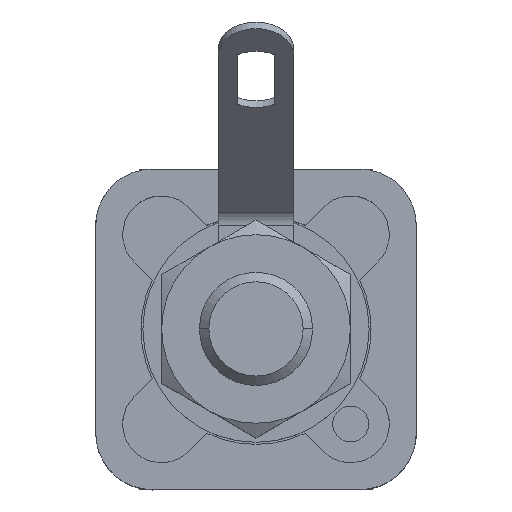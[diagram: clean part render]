
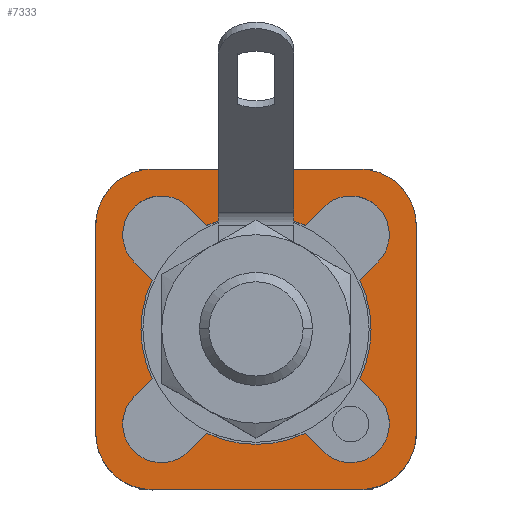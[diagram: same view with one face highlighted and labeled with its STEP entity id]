
A CAD part, top view. The second image highlights one B-rep face of the part: STEP entity #7333.
In plain terms, the highlighted planar face has unit normal (0, 0, 1).
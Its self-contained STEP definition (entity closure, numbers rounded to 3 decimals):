
#51=CARTESIAN_POINT('',(5.5,5.5,0.));
#52=DIRECTION('',(0.,0.,-1.));
#53=DIRECTION('',(0.,1.,0.));
#54=AXIS2_PLACEMENT_3D('',#51,#52,#53);
#56=CARTESIAN_POINT('',(5.5,-5.5,0.));
#57=DIRECTION('',(0.,0.,-1.));
#58=DIRECTION('',(1.,0.,0.));
#59=AXIS2_PLACEMENT_3D('',#56,#57,#58);
#61=CARTESIAN_POINT('',(-5.5,-5.5,0.));
#62=DIRECTION('',(0.,0.,-1.));
#63=DIRECTION('',(0.,-1.,0.));
#64=AXIS2_PLACEMENT_3D('',#61,#62,#63);
#66=CARTESIAN_POINT('',(-5.5,5.5,0.));
#67=DIRECTION('',(0.,0.,-1.));
#68=DIRECTION('',(-1.,0.,0.));
#69=AXIS2_PLACEMENT_3D('',#66,#67,#68);
#71=CARTESIAN_POINT('',(0.,0.,0.));
#72=DIRECTION('',(0.,0.,1.));
#73=DIRECTION('',(0.428,0.904,0.));
#74=AXIS2_PLACEMENT_3D('',#71,#72,#73);
#76=DIRECTION('',(-0.707,0.707,0.));
#77=VECTOR('',#76,1.355);
#78=CARTESIAN_POINT('',(-2.613,5.512,0.));
#79=LINE('',#78,#77);
#80=CARTESIAN_POINT('',(-5.02,5.02,0.));
#81=DIRECTION('',(0.,0.,1.));
#82=DIRECTION('',(0.707,0.707,0.));
#83=AXIS2_PLACEMENT_3D('',#80,#81,#82);
#85=CARTESIAN_POINT('',(-5.02,5.02,0.));
#86=DIRECTION('',(0.,0.,1.));
#87=DIRECTION('',(-1.,0.,0.));
#88=AXIS2_PLACEMENT_3D('',#85,#86,#87);
#90=DIRECTION('',(0.707,-0.707,0.));
#91=VECTOR('',#90,1.355);
#92=CARTESIAN_POINT('',(-6.47,3.571,0.));
#93=LINE('',#92,#91);
#94=CARTESIAN_POINT('',(0.,0.,0.));
#95=DIRECTION('',(0.,0.,1.));
#96=DIRECTION('',(-0.904,0.428,0.));
#97=AXIS2_PLACEMENT_3D('',#94,#95,#96);
#99=CARTESIAN_POINT('',(0.,0.,0.));
#100=DIRECTION('',(0.,0.,1.));
#101=DIRECTION('',(-1.,0.,0.));
#102=AXIS2_PLACEMENT_3D('',#99,#100,#101);
#104=DIRECTION('',(-0.707,-0.707,0.));
#105=VECTOR('',#104,1.355);
#106=CARTESIAN_POINT('',(-5.512,-2.613,0.));
#107=LINE('',#106,#105);
#108=CARTESIAN_POINT('',(-5.02,-5.02,0.));
#109=DIRECTION('',(0.,0.,1.));
#110=DIRECTION('',(-0.707,0.707,0.));
#111=AXIS2_PLACEMENT_3D('',#108,#109,#110);
#113=CARTESIAN_POINT('',(-5.02,-5.02,0.));
#114=DIRECTION('',(0.,0.,1.));
#115=DIRECTION('',(-1.,0.,0.));
#116=AXIS2_PLACEMENT_3D('',#113,#114,#115);
#118=DIRECTION('',(0.707,0.707,0.));
#119=VECTOR('',#118,1.355);
#120=CARTESIAN_POINT('',(-3.571,-6.47,0.));
#121=LINE('',#120,#119);
#122=CARTESIAN_POINT('',(0.,0.,0.));
#123=DIRECTION('',(0.,0.,1.));
#124=DIRECTION('',(-0.428,-0.904,0.));
#125=AXIS2_PLACEMENT_3D('',#122,#123,#124);
#127=DIRECTION('',(0.707,-0.707,0.));
#128=VECTOR('',#127,1.355);
#129=CARTESIAN_POINT('',(2.613,-5.512,0.));
#130=LINE('',#129,#128);
#131=CARTESIAN_POINT('',(5.02,-5.02,0.));
#132=DIRECTION('',(0.,0.,1.));
#133=DIRECTION('',(-0.707,-0.707,0.));
#134=AXIS2_PLACEMENT_3D('',#131,#132,#133);
#136=CARTESIAN_POINT('',(5.02,-5.02,0.));
#137=DIRECTION('',(0.,0.,1.));
#138=DIRECTION('',(1.,0.,0.));
#139=AXIS2_PLACEMENT_3D('',#136,#137,#138);
#141=DIRECTION('',(-0.707,0.707,0.));
#142=VECTOR('',#141,1.355);
#143=CARTESIAN_POINT('',(6.47,-3.571,0.));
#144=LINE('',#143,#142);
#145=CARTESIAN_POINT('',(0.,0.,0.));
#146=DIRECTION('',(0.,0.,1.));
#147=DIRECTION('',(0.904,-0.428,0.));
#148=AXIS2_PLACEMENT_3D('',#145,#146,#147);
#150=CARTESIAN_POINT('',(0.,0.,0.));
#151=DIRECTION('',(0.,0.,1.));
#152=DIRECTION('',(1.,0.,0.));
#153=AXIS2_PLACEMENT_3D('',#150,#151,#152);
#155=DIRECTION('',(0.707,0.707,0.));
#156=VECTOR('',#155,1.355);
#157=CARTESIAN_POINT('',(5.512,2.613,0.));
#158=LINE('',#157,#156);
#159=CARTESIAN_POINT('',(5.02,5.02,0.));
#160=DIRECTION('',(0.,0.,1.));
#161=DIRECTION('',(0.707,-0.707,0.));
#162=AXIS2_PLACEMENT_3D('',#159,#160,#161);
#164=CARTESIAN_POINT('',(5.02,5.02,0.));
#165=DIRECTION('',(0.,0.,1.));
#166=DIRECTION('',(1.,0.,0.));
#167=AXIS2_PLACEMENT_3D('',#164,#165,#166);
#169=DIRECTION('',(-0.707,-0.707,0.));
#170=VECTOR('',#169,1.355);
#171=CARTESIAN_POINT('',(3.571,6.47,0.));
#172=LINE('',#171,#170);
#173=DIRECTION('',(-1.,0.,0.));
#174=VECTOR('',#173,11.);
#175=CARTESIAN_POINT('',(5.5,8.5,0.));
#176=LINE('',#175,#174);
#207=DIRECTION('',(0.,-1.,0.));
#208=VECTOR('',#207,11.);
#209=CARTESIAN_POINT('',(-8.5,5.5,0.));
#210=LINE('',#209,#208);
#257=DIRECTION('',(1.,0.,0.));
#258=VECTOR('',#257,11.);
#259=CARTESIAN_POINT('',(-5.5,-8.5,0.));
#260=LINE('',#259,#258);
#261=DIRECTION('',(0.,1.,0.));
#262=VECTOR('',#261,11.);
#263=CARTESIAN_POINT('',(8.5,-5.5,0.));
#264=LINE('',#263,#262);
#5877=CARTESIAN_POINT('',(5.5,8.5,0.));
#5878=CARTESIAN_POINT('',(-5.5,8.5,0.));
#5879=VERTEX_POINT('',#5877);
#5880=VERTEX_POINT('',#5878);
#5881=CARTESIAN_POINT('',(8.5,5.5,0.));
#5882=VERTEX_POINT('',#5881);
#5883=CARTESIAN_POINT('',(8.5,-5.5,0.));
#5884=VERTEX_POINT('',#5883);
#5885=CARTESIAN_POINT('',(5.5,-8.5,0.));
#5886=VERTEX_POINT('',#5885);
#5887=CARTESIAN_POINT('',(-5.5,-8.5,0.));
#5888=VERTEX_POINT('',#5887);
#5889=CARTESIAN_POINT('',(-8.5,-5.5,0.));
#5890=VERTEX_POINT('',#5889);
#5891=CARTESIAN_POINT('',(-8.5,5.5,0.));
#5892=VERTEX_POINT('',#5891);
#5893=CARTESIAN_POINT('',(2.613,5.512,0.));
#5894=CARTESIAN_POINT('',(-2.613,5.512,0.));
#5895=VERTEX_POINT('',#5893);
#5896=VERTEX_POINT('',#5894);
#5897=CARTESIAN_POINT('',(-3.571,6.47,0.));
#5898=VERTEX_POINT('',#5897);
#5899=CARTESIAN_POINT('',(-7.07,5.02,0.));
#5900=VERTEX_POINT('',#5899);
#5901=CARTESIAN_POINT('',(-6.47,3.571,0.));
#5902=VERTEX_POINT('',#5901);
#5903=CARTESIAN_POINT('',(-5.512,2.613,0.));
#5904=VERTEX_POINT('',#5903);
#5905=CARTESIAN_POINT('',(-6.1,0.,0.));
#5906=VERTEX_POINT('',#5905);
#5907=CARTESIAN_POINT('',(-5.512,-2.613,0.));
#5908=VERTEX_POINT('',#5907);
#5909=CARTESIAN_POINT('',(-6.47,-3.571,0.));
#5910=VERTEX_POINT('',#5909);
#5911=CARTESIAN_POINT('',(-7.07,-5.02,0.));
#5912=VERTEX_POINT('',#5911);
#5913=CARTESIAN_POINT('',(-3.571,-6.47,0.));
#5914=VERTEX_POINT('',#5913);
#5915=CARTESIAN_POINT('',(-2.613,-5.512,0.));
#5916=VERTEX_POINT('',#5915);
#5917=CARTESIAN_POINT('',(2.613,-5.512,0.));
#5918=VERTEX_POINT('',#5917);
#5919=CARTESIAN_POINT('',(3.571,-6.47,0.));
#5920=VERTEX_POINT('',#5919);
#5921=CARTESIAN_POINT('',(7.07,-5.02,0.));
#5922=VERTEX_POINT('',#5921);
#5923=CARTESIAN_POINT('',(6.47,-3.571,0.));
#5924=VERTEX_POINT('',#5923);
#5925=CARTESIAN_POINT('',(5.512,-2.613,0.));
#5926=VERTEX_POINT('',#5925);
#5927=CARTESIAN_POINT('',(6.1,0.,0.));
#5928=VERTEX_POINT('',#5927);
#5929=CARTESIAN_POINT('',(5.512,2.613,0.));
#5930=VERTEX_POINT('',#5929);
#5931=CARTESIAN_POINT('',(6.47,3.571,0.));
#5932=VERTEX_POINT('',#5931);
#5933=CARTESIAN_POINT('',(7.07,5.02,0.));
#5934=VERTEX_POINT('',#5933);
#5935=CARTESIAN_POINT('',(3.571,6.47,0.));
#5936=VERTEX_POINT('',#5935);
#7264=CARTESIAN_POINT('',(0.,0.,0.));
#7265=DIRECTION('',(0.,0.,-1.));
#7266=DIRECTION('',(-1.,0.,0.));
#7267=AXIS2_PLACEMENT_3D('',#7264,#7265,#7266);
#7268=PLANE('',#7267);
#7270=ORIENTED_EDGE('',*,*,#7269,.F.);
#7272=ORIENTED_EDGE('',*,*,#7271,.T.);
#7274=ORIENTED_EDGE('',*,*,#7273,.F.);
#7276=ORIENTED_EDGE('',*,*,#7275,.T.);
#7278=ORIENTED_EDGE('',*,*,#7277,.F.);
#7280=ORIENTED_EDGE('',*,*,#7279,.T.);
#7282=ORIENTED_EDGE('',*,*,#7281,.F.);
#7284=ORIENTED_EDGE('',*,*,#7283,.T.);
#7285=EDGE_LOOP('',(#7270,#7272,#7274,#7276,#7278,#7280,#7282,#7284));
#7286=FACE_OUTER_BOUND('',#7285,.F.);
#7288=ORIENTED_EDGE('',*,*,#7287,.T.);
#7290=ORIENTED_EDGE('',*,*,#7289,.T.);
#7292=ORIENTED_EDGE('',*,*,#7291,.T.);
#7294=ORIENTED_EDGE('',*,*,#7293,.T.);
#7296=ORIENTED_EDGE('',*,*,#7295,.T.);
#7298=ORIENTED_EDGE('',*,*,#7297,.T.);
#7300=ORIENTED_EDGE('',*,*,#7299,.T.);
#7302=ORIENTED_EDGE('',*,*,#7301,.T.);
#7304=ORIENTED_EDGE('',*,*,#7303,.T.);
#7306=ORIENTED_EDGE('',*,*,#7305,.T.);
#7308=ORIENTED_EDGE('',*,*,#7307,.T.);
#7310=ORIENTED_EDGE('',*,*,#7309,.T.);
#7312=ORIENTED_EDGE('',*,*,#7311,.T.);
#7314=ORIENTED_EDGE('',*,*,#7313,.T.);
#7316=ORIENTED_EDGE('',*,*,#7315,.T.);
#7318=ORIENTED_EDGE('',*,*,#7317,.T.);
#7320=ORIENTED_EDGE('',*,*,#7319,.T.);
#7322=ORIENTED_EDGE('',*,*,#7321,.T.);
#7324=ORIENTED_EDGE('',*,*,#7323,.T.);
#7326=ORIENTED_EDGE('',*,*,#7325,.T.);
#7328=ORIENTED_EDGE('',*,*,#7327,.T.);
#7330=ORIENTED_EDGE('',*,*,#7329,.T.);
#7331=EDGE_LOOP('',(#7288,#7290,#7292,#7294,#7296,#7298,#7300,#7302,#7304,#7306,
#7308,#7310,#7312,#7314,#7316,#7318,#7320,#7322,#7324,#7326,#7328,#7330));
#7332=FACE_BOUND('',#7331,.F.);
#7333=ADVANCED_FACE('',(#7286,#7332),#7268,.F.);
#55=CIRCLE('',#54,3.);
#60=CIRCLE('',#59,3.);
#65=CIRCLE('',#64,3.);
#70=CIRCLE('',#69,3.);
#75=CIRCLE('',#74,6.1);
#84=CIRCLE('',#83,2.05);
#89=CIRCLE('',#88,2.05);
#98=CIRCLE('',#97,6.1);
#103=CIRCLE('',#102,6.1);
#112=CIRCLE('',#111,2.05);
#117=CIRCLE('',#116,2.05);
#126=CIRCLE('',#125,6.1);
#135=CIRCLE('',#134,2.05);
#140=CIRCLE('',#139,2.05);
#149=CIRCLE('',#148,6.1);
#154=CIRCLE('',#153,6.1);
#163=CIRCLE('',#162,2.05);
#168=CIRCLE('',#167,2.05);
#7269=EDGE_CURVE('',#5879,#5880,#176,.T.);
#7271=EDGE_CURVE('',#5879,#5882,#55,.T.);
#7273=EDGE_CURVE('',#5884,#5882,#264,.T.);
#7275=EDGE_CURVE('',#5884,#5886,#60,.T.);
#7277=EDGE_CURVE('',#5888,#5886,#260,.T.);
#7279=EDGE_CURVE('',#5888,#5890,#65,.T.);
#7281=EDGE_CURVE('',#5892,#5890,#210,.T.);
#7283=EDGE_CURVE('',#5892,#5880,#70,.T.);
#7287=EDGE_CURVE('',#5895,#5896,#75,.T.);
#7289=EDGE_CURVE('',#5896,#5898,#79,.T.);
#7291=EDGE_CURVE('',#5898,#5900,#84,.T.);
#7293=EDGE_CURVE('',#5900,#5902,#89,.T.);
#7295=EDGE_CURVE('',#5902,#5904,#93,.T.);
#7297=EDGE_CURVE('',#5904,#5906,#98,.T.);
#7299=EDGE_CURVE('',#5906,#5908,#103,.T.);
#7301=EDGE_CURVE('',#5908,#5910,#107,.T.);
#7303=EDGE_CURVE('',#5910,#5912,#112,.T.);
#7305=EDGE_CURVE('',#5912,#5914,#117,.T.);
#7307=EDGE_CURVE('',#5914,#5916,#121,.T.);
#7309=EDGE_CURVE('',#5916,#5918,#126,.T.);
#7311=EDGE_CURVE('',#5918,#5920,#130,.T.);
#7313=EDGE_CURVE('',#5920,#5922,#135,.T.);
#7315=EDGE_CURVE('',#5922,#5924,#140,.T.);
#7317=EDGE_CURVE('',#5924,#5926,#144,.T.);
#7319=EDGE_CURVE('',#5926,#5928,#149,.T.);
#7321=EDGE_CURVE('',#5928,#5930,#154,.T.);
#7323=EDGE_CURVE('',#5930,#5932,#158,.T.);
#7325=EDGE_CURVE('',#5932,#5934,#163,.T.);
#7327=EDGE_CURVE('',#5934,#5936,#168,.T.);
#7329=EDGE_CURVE('',#5936,#5895,#172,.T.);
